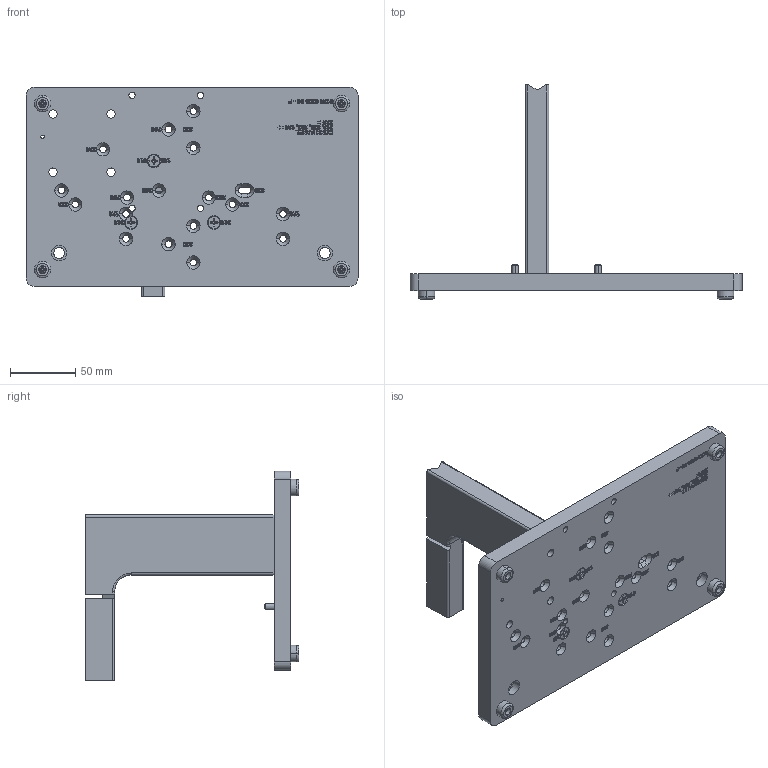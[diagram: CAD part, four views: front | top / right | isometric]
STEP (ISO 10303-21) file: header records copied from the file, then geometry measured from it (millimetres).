
FILE_DESCRIPTION (( 'STEP AP203' ), '1' );
FILE_NAME ('0312-0000-21 Triton312 V-Block Fixture, Stainless Steel.STEP', '2020-11-09T17:26:20', ( '' ), ( '' ), 'SwSTEP 2.0', 'SolidWorks 2017', '' );
FILE_SCHEMA (( 'CONFIG_CONTROL_DESIGN' ));
Length unit declared in the file: inch
Products named in the file (7): 6122-3206-05 V-Block Base Plate; Dowel Pin, 1-4Dia_6100-2208-04 Dowel Pin SS, 1-4Dia x 5-8L; 0312-3202-13 Triton312 V-Block; 0000-2285-04 #4 x 1-2Dai x 1-4H Rubber Foot w- Washer; 10-32 Flat Head Phillips Machine Screw_0000-2291-04 10-32 x 3-4L FH PH SS; 0312-0000-21 Triton312 V-Block Fixture, Stainless Steel; 4-40 Button Head Cap Screws_7300-2207-04 4-40 x 3-16L BHCS SS
Assembly tree (15 placements, depth 2):
  0312-0000-21 Triton312 V-Block Fixture, Stainless Steel
    6122-3206-05 V-Block Base Plate
    0312-3202-13 Triton312 V-Block
    0000-2285-04 #4 x 1-2Dai x 1-4H Rubber Foot w- Washer  x4
    4-40 Button Head Cap Screws_7300-2207-04 4-40 x 3-16L BHCS SS  x4
    Dowel Pin, 1-4Dia_6100-2208-04 Dowel Pin SS, 1-4Dia x 5-8L  x2
    10-32 Flat Head Phillips Machine Screw_0000-2291-04 10-32 x 3-4L FH PH SS  x3
Bounding box: 254 x 163.58 x 160.57 mm (x, y, z)
Volume: 629288.7 mm3; surface area: 126844.3 mm2
Topology: 15 solids, 15 shells, 1711 faces, 4510 edges, 2952 vertices
Faces by surface type: bspline 778, plane 613, cylinder 170, cone 132, torus 10, sphere 8
Entity records: 84967 total; most frequent: CARTESIAN_POINT 50769, ORIENTED_EDGE 8182, DIRECTION 4375, EDGE_CURVE 4091, VERTEX_POINT 2702, VECTOR 2149, LINE 2149, EDGE_LOOP 1723
